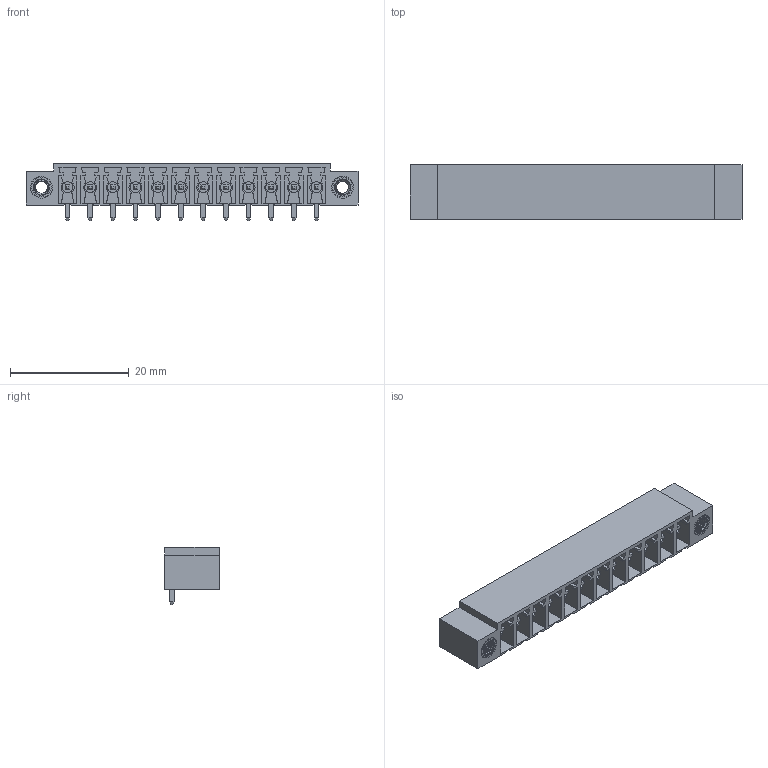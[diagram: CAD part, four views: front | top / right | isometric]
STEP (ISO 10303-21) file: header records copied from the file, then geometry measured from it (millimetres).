
FILE_DESCRIPTION(/* description */ ('Unknown'),/* implementation_level */ '2;1');
FILE_NAME(/* name */ '691701350012B',/* time_stamp */ '2023-12-14T17:38:50+01:00',/* author */ ('Unknown'),/* organization */ ('Unknown'),/* preprocessor_version */ 'ST-DEVELOPER v18.102',/* originating_system */ 'Solid Edge',/* authorisation */ 'Unknown');
FILE_SCHEMA (('AUTOMOTIVE_DESIGN {1 0 10303 214 3 1 1}'));
Length unit declared in the file: millimetre
Products named in the file (4): 6917013500xxB; 691701350012B; 6917013500xxB_Pin; 6917013500xxB_Flange
Assembly tree (15 placements, depth 2):
  6917013500xxB
    691701350012B
    6917013500xxB_Pin  x12
    6917013500xxB_Flange  x2
Bounding box: 55.91 x 9.21 x 9.61 mm (x, y, z)
Volume: 1918.9 mm3; surface area: 5008.9 mm2
Topology: 15 solids, 15 shells, 1110 faces, 3132 edges, 2040 vertices
Faces by surface type: plane 950, cylinder 150, bspline 6, cone 4
Full cylindrical faces by diameter (mm): 1.25 x12, 1.8 x12, 2.8 x2
Entity records: 28867 total; most frequent: CARTESIAN_POINT 7065, ORIENTED_EDGE 4666, DIRECTION 4210, EDGE_CURVE 2333, LINE 2078, VECTOR 2078, VERTEX_POINT 1546, AXIS2_PLACEMENT_3D 1066
